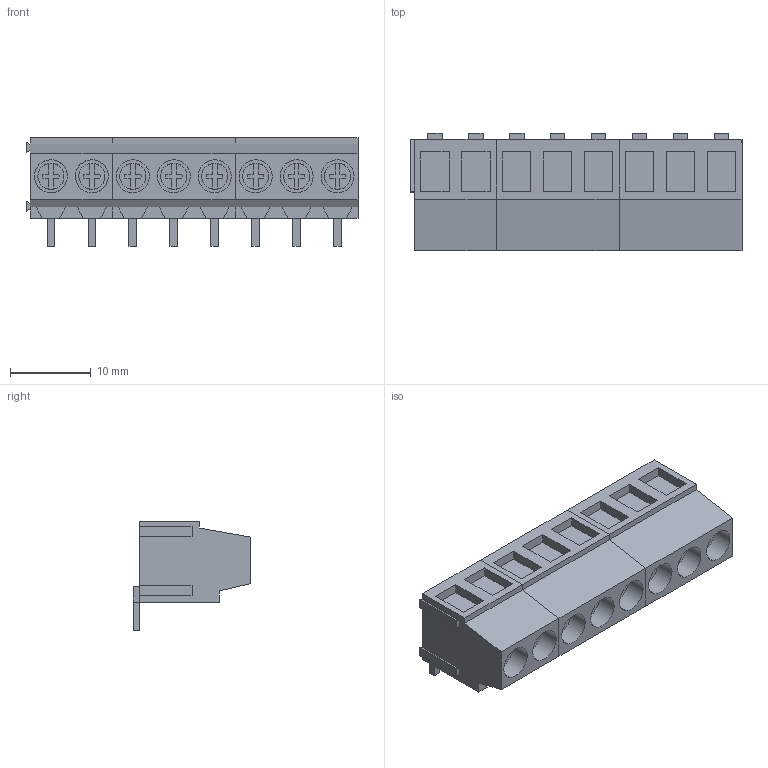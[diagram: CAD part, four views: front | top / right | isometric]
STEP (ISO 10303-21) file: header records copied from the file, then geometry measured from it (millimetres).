
FILE_DESCRIPTION(('CATIA V5 STEP Exchange','CAx-IF Rec.Pracs.--- Model Styling and Organization---1.2---2011-12-15'),'2;1');
FILE_NAME ('D1465180_0_9995010000_9995010000.stp','2018-03-31T11:22:33+00:00',('none'),('Weidmueller'),'CATIA Version 5-6 Release 2014','CATIA V5 STEP AP214','none');
FILE_SCHEMA(('AUTOMOTIVE_DESIGN { 1 0 10303 214 1 1 1 1 }'));
Length unit declared in the file: millimetre
Products named in the file (1): 9995010000
Bounding box: 41.19 x 14.6 x 13.5 mm (x, y, z)
Volume: 3876.1 mm3; surface area: 4528.2 mm2
Topology: 19 solids, 19 shells, 574 faces, 1520 edges, 1008 vertices
Faces by surface type: plane 526, cylinder 48
Entity records: 17358 total; most frequent: CARTESIAN_POINT 3383, ORIENTED_EDGE 3040, DIRECTION 2338, EDGE_CURVE 1520, VECTOR 1392, LINE 1392, VERTEX_POINT 1008, EDGE_LOOP 598
